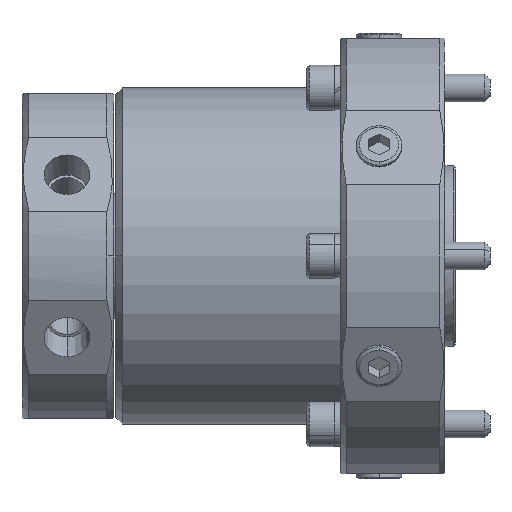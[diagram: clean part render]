
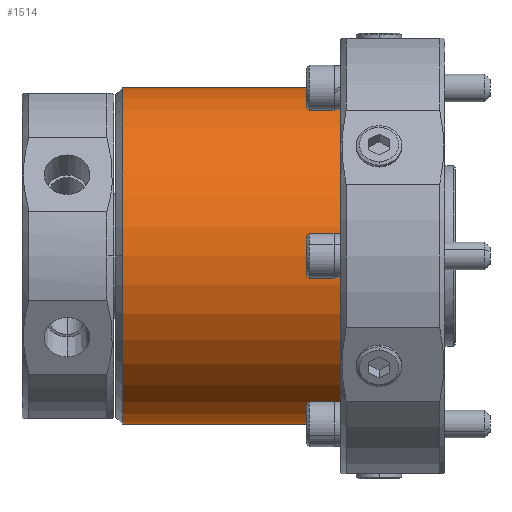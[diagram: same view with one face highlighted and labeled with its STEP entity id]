
A CAD part, left-side view. The second image highlights one B-rep face of the part: STEP entity #1514.
In plain terms, the highlighted cylindrical face has radius 48.5 mm (diameter 97 mm), a partial arc.
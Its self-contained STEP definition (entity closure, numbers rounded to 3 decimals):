
#411 = VECTOR ( 'NONE', #3890, 1000. ) ;
#412 = LINE ( 'NONE', #3891, #411 ) ;
#429 = CIRCLE ( 'NONE', #3680, 48.5 ) ;
#431 = LINE ( 'NONE', #3880, #433 ) ;
#433 = VECTOR ( 'NONE', #3879, 1000. ) ;
#1514 = ADVANCED_FACE ( 'NONE', ( #10873 ), #10874, .T. ) ;
#2914 = VERTEX_POINT ( 'NONE', #13213 ) ;
#2915 = VERTEX_POINT ( 'NONE', #13212 ) ;
#2917 = VERTEX_POINT ( 'NONE', #13208 ) ;
#2923 = VERTEX_POINT ( 'NONE', #13193 ) ;
#2925 = VERTEX_POINT ( 'NONE', #13187 ) ;
#3136 = EDGE_CURVE ( 'NONE', #2914, #2925, #12356, .T. ) ;
#3137 = EDGE_CURVE ( 'NONE', #2923, #2917, #12352, .T. ) ;
#3568 = AXIS2_PLACEMENT_3D ( 'NONE', #12607, #12606, #12605 ) ;
#3569 = AXIS2_PLACEMENT_3D ( 'NONE', #12604, #12603, #12601 ) ;
#3680 = AXIS2_PLACEMENT_3D ( 'NONE', #3863, #3862, #3861 ) ;
#3861 = DIRECTION ( 'NONE',  ( 0., 0., 1. ) ) ;
#3862 = DIRECTION ( 'NONE',  ( 0., -1., 0. ) ) ;
#3863 = CARTESIAN_POINT ( 'NONE',  ( 0., 60.143, 0. ) ) ;
#3879 = DIRECTION ( 'NONE',  ( 0., 1., 0. ) ) ;
#3880 = CARTESIAN_POINT ( 'NONE',  ( 0., 40.14, 48.5 ) ) ;
#3890 = DIRECTION ( 'NONE',  ( 0., 1., 0. ) ) ;
#3891 = CARTESIAN_POINT ( 'NONE',  ( 0., 40.14, -48.5 ) ) ;
#5501 = ORIENTED_EDGE ( 'NONE', *, *, #3137, .T. ) ;
#5757 = ORIENTED_EDGE ( 'NONE', *, *, #3136, .T. ) ;
#5759 = ORIENTED_EDGE ( 'NONE', *, *, #10502, .F. ) ;
#5761 = ORIENTED_EDGE ( 'NONE', *, *, #10509, .T. ) ;
#5763 = ORIENTED_EDGE ( 'NONE', *, *, #10506, .T. ) ;
#7137 = CARTESIAN_POINT ( 'NONE',  ( 0., 40.14, 0. ) ) ;
#7140 = DIRECTION ( 'NONE',  ( 0., 1., 0. ) ) ;
#7200 = DIRECTION ( 'NONE',  ( 0., 0., 1. ) ) ;
#8243 = EDGE_LOOP ( 'NONE', ( #5759, #5757, #5763, #5761, #5501 ) ) ;
#10502 = EDGE_CURVE ( 'NONE', #2914, #2917, #412, .T. ) ;
#10506 = EDGE_CURVE ( 'NONE', #2925, #2915, #431, .T. ) ;
#10509 = EDGE_CURVE ( 'NONE', #2915, #2923, #429, .T. ) ;
#10873 = FACE_OUTER_BOUND ( 'NONE', #8243, .T. ) ;
#10874 = CYLINDRICAL_SURFACE ( 'NONE', #13643, 48.5 ) ;
#12352 = CIRCLE ( 'NONE', #3569, 48.5 ) ;
#12356 = CIRCLE ( 'NONE', #3568, 48.5 ) ;
#12601 = DIRECTION ( 'NONE',  ( 0., 0., 1. ) ) ;
#12603 = DIRECTION ( 'NONE',  ( 0., -1., 0. ) ) ;
#12604 = CARTESIAN_POINT ( 'NONE',  ( 0., 60.143, 0. ) ) ;
#12605 = DIRECTION ( 'NONE',  ( 0., 0., 1. ) ) ;
#12606 = DIRECTION ( 'NONE',  ( 0., 1., 0. ) ) ;
#12607 = CARTESIAN_POINT ( 'NONE',  ( 0., -2.857, 0. ) ) ;
#13187 = CARTESIAN_POINT ( 'NONE',  ( 0., -2.857, 48.5 ) ) ;
#13193 = CARTESIAN_POINT ( 'NONE',  ( -48.5, 60.143, 0. ) ) ;
#13208 = CARTESIAN_POINT ( 'NONE',  ( 0., 60.143, -48.5 ) ) ;
#13212 = CARTESIAN_POINT ( 'NONE',  ( 0., 60.143, 48.5 ) ) ;
#13213 = CARTESIAN_POINT ( 'NONE',  ( 0., -2.857, -48.5 ) ) ;
#13643 = AXIS2_PLACEMENT_3D ( 'NONE', #7137, #7140, #7200 ) ;
